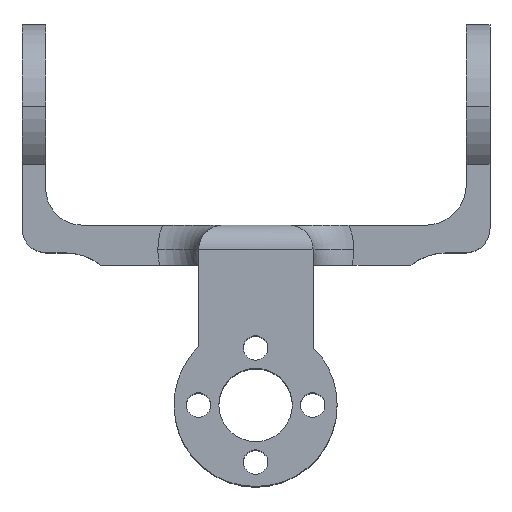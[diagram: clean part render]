
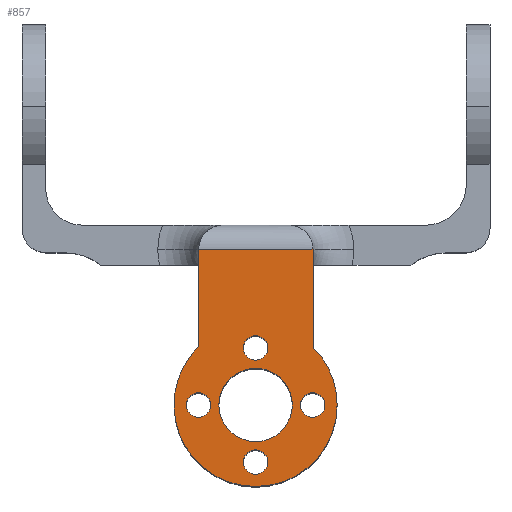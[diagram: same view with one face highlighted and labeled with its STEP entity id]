
A CAD part, top view. The second image highlights one B-rep face of the part: STEP entity #857.
In plain terms, the highlighted planar face has unit normal (0, 0, 1).
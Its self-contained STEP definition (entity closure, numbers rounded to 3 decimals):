
#33 = DIRECTION ( 'NONE',  ( 0., -1., 0. ) ) ;
#127 = CARTESIAN_POINT ( 'NONE',  ( -96., -5., 3.64 ) ) ;
#138 = DIRECTION ( 'NONE',  ( 0., 0., 1. ) ) ;
#149 = ORIENTED_EDGE ( 'NONE', *, *, #1919, .T. ) ;
#167 = EDGE_CURVE ( 'NONE', #3273, #2541, #1580, .T. ) ;
#177 = ORIENTED_EDGE ( 'NONE', *, *, #1212, .F. ) ;
#183 = AXIS2_PLACEMENT_3D ( 'NONE', #2912, #1342, #3172 ) ;
#208 = DIRECTION ( 'NONE',  ( 0., 0., 1. ) ) ;
#221 = CARTESIAN_POINT ( 'NONE',  ( -102.983, 2.159, 3.64 ) ) ;
#233 = DIRECTION ( 'NONE',  ( 0., 0., 1. ) ) ;
#234 = VERTEX_POINT ( 'NONE', #2532 ) ;
#273 = CARTESIAN_POINT ( 'NONE',  ( -91.5, -5., 3.64 ) ) ;
#296 = CARTESIAN_POINT ( 'NONE',  ( -89., -5., 3.64 ) ) ;
#304 = AXIS2_PLACEMENT_3D ( 'NONE', #2942, #1371, #3199 ) ;
#335 = DIRECTION ( 'NONE',  ( -1., 0., 0. ) ) ;
#336 = VERTEX_POINT ( 'NONE', #273 ) ;
#368 = DIRECTION ( 'NONE',  ( 0., 0., 1. ) ) ;
#380 = AXIS2_PLACEMENT_3D ( 'NONE', #1830, #233, #2094 ) ;
#394 = DIRECTION ( 'NONE',  ( -1., 0., 0. ) ) ;
#412 = DIRECTION ( 'NONE',  ( 0., 0., 1. ) ) ;
#461 = AXIS2_PLACEMENT_3D ( 'NONE', #2922, #1350, #3179 ) ;
#489 = AXIS2_PLACEMENT_3D ( 'NONE', #296, #2161, #563 ) ;
#498 = EDGE_LOOP ( 'NONE', ( #2240, #2547, #149, #2670, #897, #2576 ) ) ;
#526 = FACE_BOUND ( 'NONE', #2919, .T. ) ;
#528 = EDGE_CURVE ( 'NONE', #234, #707, #2779, .T. ) ;
#562 = AXIS2_PLACEMENT_3D ( 'NONE', #1736, #138, #2004 ) ;
#563 = DIRECTION ( 'NONE',  ( 0., 1., 0. ) ) ;
#569 = CARTESIAN_POINT ( 'NONE',  ( -102.983, 14.062, 3.64 ) ) ;
#595 = AXIS2_PLACEMENT_3D ( 'NONE', #2536, #966, #2801 ) ;
#609 = EDGE_CURVE ( 'NONE', #2541, #2303, #3222, .T. ) ;
#610 = VERTEX_POINT ( 'NONE', #1998 ) ;
#619 = FACE_OUTER_BOUND ( 'NONE', #498, .T. ) ;
#629 = EDGE_CURVE ( 'NONE', #1697, #2524, #2605, .T. ) ;
#650 = AXIS2_PLACEMENT_3D ( 'NONE', #3210, #1636, #33 ) ;
#702 = ORIENTED_EDGE ( 'NONE', *, *, #2870, .F. ) ;
#707 = VERTEX_POINT ( 'NONE', #2829 ) ;
#750 = PLANE ( 'NONE',  #2836 ) ;
#752 = CARTESIAN_POINT ( 'NONE',  ( -97.5, -12., 3.64 ) ) ;
#767 = CARTESIAN_POINT ( 'NONE',  ( -88.961, -18.206, 3.64 ) ) ;
#811 = VECTOR ( 'NONE', #1822, 1000. ) ;
#857 = ADVANCED_FACE ( 'NONE', ( #619, #2046, #1958, #1263, #526, #3265 ), #750, .T. ) ;
#897 = ORIENTED_EDGE ( 'NONE', *, *, #2292, .F. ) ;
#955 = EDGE_CURVE ( 'NONE', #2303, #2743, #2329, .T. ) ;
#961 = VERTEX_POINT ( 'NONE', #2394 ) ;
#966 = DIRECTION ( 'NONE',  ( 0., 0., 1. ) ) ;
#1051 = ORIENTED_EDGE ( 'NONE', *, *, #3364, .F. ) ;
#1053 = DIRECTION ( 'NONE',  ( 0., 0., 1. ) ) ;
#1109 = EDGE_CURVE ( 'NONE', #610, #961, #2602, .T. ) ;
#1122 = CARTESIAN_POINT ( 'NONE',  ( -94.5, 2., 3.64 ) ) ;
#1140 = VECTOR ( 'NONE', #1472, 1000. ) ;
#1212 = EDGE_CURVE ( 'NONE', #2524, #1697, #2820, .T. ) ;
#1263 = FACE_BOUND ( 'NONE', #1468, .T. ) ;
#1300 = CARTESIAN_POINT ( 'NONE',  ( -88.961, -18.206, 3.64 ) ) ;
#1317 = AXIS2_PLACEMENT_3D ( 'NONE', #127, #1995, #394 ) ;
#1318 = CIRCLE ( 'NONE', #183, 1.5 ) ;
#1319 = CIRCLE ( 'NONE', #304, 1.5 ) ;
#1342 = DIRECTION ( 'NONE',  ( 0., 0., 1. ) ) ;
#1350 = DIRECTION ( 'NONE',  ( 0., 0., 1. ) ) ;
#1360 = ORIENTED_EDGE ( 'NONE', *, *, #2306, .F. ) ;
#1371 = DIRECTION ( 'NONE',  ( 0., 0., 1. ) ) ;
#1410 = CARTESIAN_POINT ( 'NONE',  ( -89., -5., 3.64 ) ) ;
#1468 = EDGE_LOOP ( 'NONE', ( #2427, #1970 ) ) ;
#1472 = DIRECTION ( 'NONE',  ( 0., -1., 0. ) ) ;
#1513 = CARTESIAN_POINT ( 'NONE',  ( -88.961, 14.062, 3.64 ) ) ;
#1580 = LINE ( 'NONE', #1513, #2301 ) ;
#1598 = CIRCLE ( 'NONE', #380, 1.5 ) ;
#1617 = ORIENTED_EDGE ( 'NONE', *, *, #2615, .F. ) ;
#1636 = DIRECTION ( 'NONE',  ( 0., 0., 1. ) ) ;
#1659 = EDGE_CURVE ( 'NONE', #336, #3371, #2630, .T. ) ;
#1672 = DIRECTION ( 'NONE',  ( 0., 1., 0. ) ) ;
#1677 = VERTEX_POINT ( 'NONE', #752 ) ;
#1697 = VERTEX_POINT ( 'NONE', #2873 ) ;
#1716 = AXIS2_PLACEMENT_3D ( 'NONE', #1410, #3242, #1672 ) ;
#1736 = CARTESIAN_POINT ( 'NONE',  ( -96., 2., 3.64 ) ) ;
#1807 = CARTESIAN_POINT ( 'NONE',  ( -96., -5., 3.64 ) ) ;
#1822 = DIRECTION ( 'NONE',  ( 0., -1., 0. ) ) ;
#1830 = CARTESIAN_POINT ( 'NONE',  ( -103., -5., 3.64 ) ) ;
#1892 = CIRCLE ( 'NONE', #2438, 10. ) ;
#1919 = EDGE_CURVE ( 'NONE', #2743, #234, #1892, .T. ) ;
#1958 = FACE_BOUND ( 'NONE', #2068, .T. ) ;
#1967 = CARTESIAN_POINT ( 'NONE',  ( -96., -5., 3.64 ) ) ;
#1970 = ORIENTED_EDGE ( 'NONE', *, *, #3114, .F. ) ;
#1981 = ORIENTED_EDGE ( 'NONE', *, *, #1659, .F. ) ;
#1995 = DIRECTION ( 'NONE',  ( 0., 0., 1. ) ) ;
#1998 = CARTESIAN_POINT ( 'NONE',  ( -87.5, -5., 3.64 ) ) ;
#2004 = DIRECTION ( 'NONE',  ( -1., 0., 0. ) ) ;
#2008 = CARTESIAN_POINT ( 'NONE',  ( -96., 2., 3.64 ) ) ;
#2046 = FACE_BOUND ( 'NONE', #2545, .T. ) ;
#2068 = EDGE_LOOP ( 'NONE', ( #177, #3067 ) ) ;
#2074 = DIRECTION ( 'NONE',  ( -1., 0., 0. ) ) ;
#2075 = VERTEX_POINT ( 'NONE', #2765 ) ;
#2094 = DIRECTION ( 'NONE',  ( 0., -1., 0. ) ) ;
#2161 = DIRECTION ( 'NONE',  ( 0., 0., 1. ) ) ;
#2231 = LINE ( 'NONE', #1300, #811 ) ;
#2236 = DIRECTION ( 'NONE',  ( -1., 0., 0. ) ) ;
#2240 = ORIENTED_EDGE ( 'NONE', *, *, #609, .T. ) ;
#2276 = DIRECTION ( 'NONE',  ( -1., 0., 0. ) ) ;
#2278 = VERTEX_POINT ( 'NONE', #2866 ) ;
#2292 = EDGE_CURVE ( 'NONE', #3273, #707, #2231, .T. ) ;
#2301 = VECTOR ( 'NONE', #335, 1000. ) ;
#2303 = VERTEX_POINT ( 'NONE', #221 ) ;
#2306 = EDGE_CURVE ( 'NONE', #2278, #2406, #1598, .T. ) ;
#2329 = CIRCLE ( 'NONE', #461, 10. ) ;
#2340 = ORIENTED_EDGE ( 'NONE', *, *, #1109, .F. ) ;
#2377 = CARTESIAN_POINT ( 'NONE',  ( -88.961, 14.062, 3.64 ) ) ;
#2394 = CARTESIAN_POINT ( 'NONE',  ( -90.5, -5., 3.64 ) ) ;
#2406 = VERTEX_POINT ( 'NONE', #3413 ) ;
#2427 = ORIENTED_EDGE ( 'NONE', *, *, #2599, .F. ) ;
#2438 = AXIS2_PLACEMENT_3D ( 'NONE', #1967, #368, #2236 ) ;
#2524 = VERTEX_POINT ( 'NONE', #1122 ) ;
#2532 = CARTESIAN_POINT ( 'NONE',  ( -86., -5., 3.64 ) ) ;
#2536 = CARTESIAN_POINT ( 'NONE',  ( -96., -5., 3.64 ) ) ;
#2541 = VERTEX_POINT ( 'NONE', #569 ) ;
#2545 = EDGE_LOOP ( 'NONE', ( #1051, #1360 ) ) ;
#2547 = ORIENTED_EDGE ( 'NONE', *, *, #955, .T. ) ;
#2551 = AXIS2_PLACEMENT_3D ( 'NONE', #2008, #412, #2276 ) ;
#2576 = ORIENTED_EDGE ( 'NONE', *, *, #167, .T. ) ;
#2599 = EDGE_CURVE ( 'NONE', #2075, #1677, #1319, .T. ) ;
#2602 = CIRCLE ( 'NONE', #1716, 1.5 ) ;
#2605 = CIRCLE ( 'NONE', #2551, 1.5 ) ;
#2615 = EDGE_CURVE ( 'NONE', #961, #610, #2805, .T. ) ;
#2630 = CIRCLE ( 'NONE', #2863, 4.5 ) ;
#2670 = ORIENTED_EDGE ( 'NONE', *, *, #528, .T. ) ;
#2679 = CARTESIAN_POINT ( 'NONE',  ( -100.5, -5., 3.64 ) ) ;
#2743 = VERTEX_POINT ( 'NONE', #3263 ) ;
#2765 = CARTESIAN_POINT ( 'NONE',  ( -94.5, -12., 3.64 ) ) ;
#2779 = CIRCLE ( 'NONE', #1317, 10. ) ;
#2801 = DIRECTION ( 'NONE',  ( -1., 0., 0. ) ) ;
#2805 = CIRCLE ( 'NONE', #489, 1.5 ) ;
#2820 = CIRCLE ( 'NONE', #562, 1.5 ) ;
#2829 = CARTESIAN_POINT ( 'NONE',  ( -88.961, 2.103, 3.64 ) ) ;
#2836 = AXIS2_PLACEMENT_3D ( 'NONE', #767, #1053, #2882 ) ;
#2863 = AXIS2_PLACEMENT_3D ( 'NONE', #1807, #208, #2074 ) ;
#2866 = CARTESIAN_POINT ( 'NONE',  ( -104.5, -5., 3.64 ) ) ;
#2870 = EDGE_CURVE ( 'NONE', #3371, #336, #3194, .T. ) ;
#2873 = CARTESIAN_POINT ( 'NONE',  ( -97.5, 2., 3.64 ) ) ;
#2882 = DIRECTION ( 'NONE',  ( -1., 0., 0. ) ) ;
#2912 = CARTESIAN_POINT ( 'NONE',  ( -96., -12., 3.64 ) ) ;
#2919 = EDGE_LOOP ( 'NONE', ( #1981, #702 ) ) ;
#2922 = CARTESIAN_POINT ( 'NONE',  ( -96., -5., 3.64 ) ) ;
#2942 = CARTESIAN_POINT ( 'NONE',  ( -96., -12., 3.64 ) ) ;
#2956 = CIRCLE ( 'NONE', #650, 1.5 ) ;
#3067 = ORIENTED_EDGE ( 'NONE', *, *, #629, .F. ) ;
#3114 = EDGE_CURVE ( 'NONE', #1677, #2075, #1318, .T. ) ;
#3172 = DIRECTION ( 'NONE',  ( 1., 0., 0. ) ) ;
#3179 = DIRECTION ( 'NONE',  ( -1., 0., 0. ) ) ;
#3194 = CIRCLE ( 'NONE', #595, 4.5 ) ;
#3199 = DIRECTION ( 'NONE',  ( 1., 0., 0. ) ) ;
#3210 = CARTESIAN_POINT ( 'NONE',  ( -103., -5., 3.64 ) ) ;
#3222 = LINE ( 'NONE', #3298, #1140 ) ;
#3242 = DIRECTION ( 'NONE',  ( 0., 0., 1. ) ) ;
#3263 = CARTESIAN_POINT ( 'NONE',  ( -106., -5., 3.64 ) ) ;
#3265 = FACE_BOUND ( 'NONE', #3317, .T. ) ;
#3273 = VERTEX_POINT ( 'NONE', #2377 ) ;
#3298 = CARTESIAN_POINT ( 'NONE',  ( -102.983, -18.206, 3.64 ) ) ;
#3317 = EDGE_LOOP ( 'NONE', ( #2340, #1617 ) ) ;
#3364 = EDGE_CURVE ( 'NONE', #2406, #2278, #2956, .T. ) ;
#3371 = VERTEX_POINT ( 'NONE', #2679 ) ;
#3413 = CARTESIAN_POINT ( 'NONE',  ( -101.5, -5., 3.64 ) ) ;
